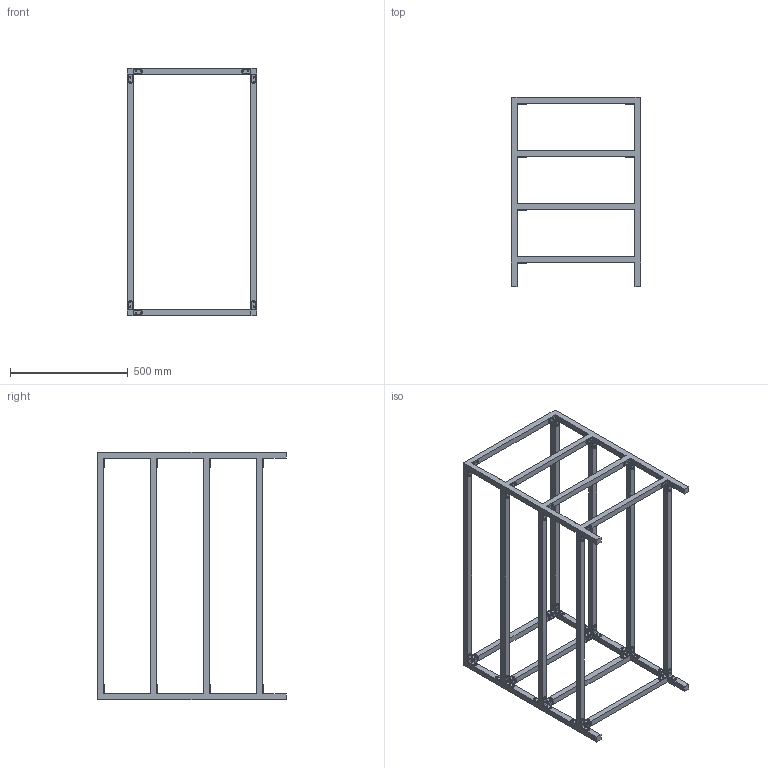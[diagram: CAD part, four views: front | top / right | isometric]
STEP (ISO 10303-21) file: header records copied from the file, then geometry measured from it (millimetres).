
FILE_DESCRIPTION(/* description */ (''),/* implementation_level */ '2;1');
FILE_NAME(/* name */ '03.stp',/* time_stamp */ '2024-08-25T02:48:43+08:00',/* author */ (''),/* organization */ (''),/* preprocessor_version */ 'ST-DEVELOPER v16',/* originating_system */ 'SIEMENS PLM Software NX 10.0',/* authorisation */ '');
FILE_SCHEMA (('AP203_CONFIGURATION_CONTROLLED_3D_DESIGN_OF_MECHANICAL_PARTS_AND_ASSEMBLIES_MIM_LF { 1 0 10303 403 2 1 2}'));
Length unit declared in the file: millimetre
Products named in the file (1): Admi68D0FA20q8nr
Bounding box: 550 x 800 x 1050 mm (x, y, z)
Volume: 9656033.1 mm3; surface area: 1549764.9 mm2
Topology: 1 solids, 1 shells, 1051 faces, 2612 edges, 1832 vertices
Faces by surface type: plane 631, cylinder 420
Full cylindrical faces by diameter (mm): 5 x280
Entity records: 28025 total; most frequent: DIRECTION 4956, CARTESIAN_POINT 4808, ORIENTED_EDGE 4056, EDGE_CURVE 2028, AXIS2_PLACEMENT_3D 1892, EDGE_LOOP 1666, VERTEX_POINT 1512, LINE 1172
